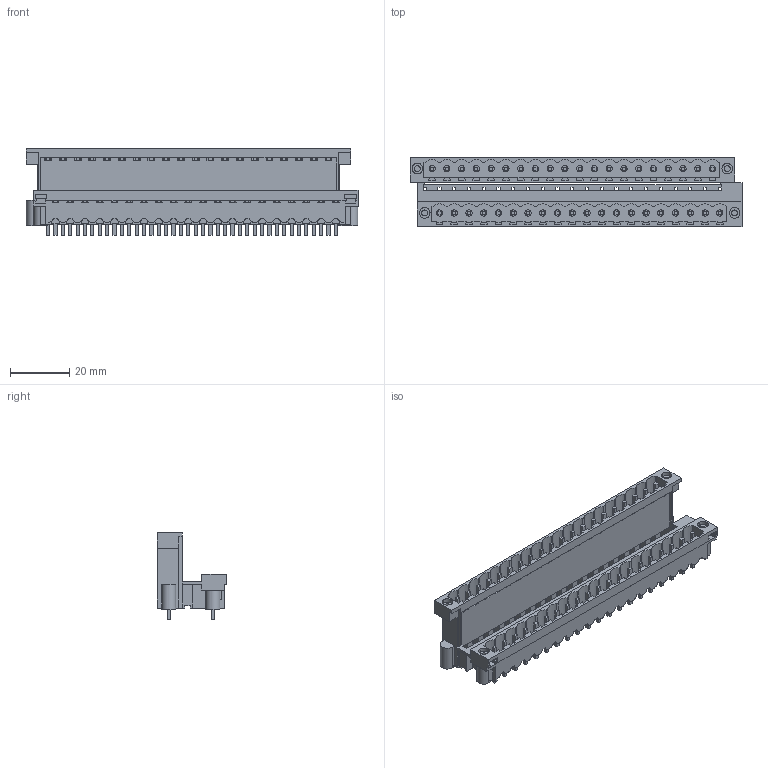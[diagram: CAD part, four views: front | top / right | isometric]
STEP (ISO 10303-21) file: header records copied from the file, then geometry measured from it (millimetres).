
FILE_DESCRIPTION(('CATIA V5 STEP Exchange','CAx-IF Rec.Pracs.--- Model Styling and Organization---1.2---2011-12-15'),'2;1');
FILE_NAME ('D1458338_0_1881490000_1881490000.stp','2018-03-30T11:56:12+00:00',('none'),('Weidmueller'),'CATIA Version 5-6 Release 2014','CATIA V5 STEP AP214','none');
FILE_SCHEMA(('AUTOMOTIVE_DESIGN { 1 0 10303 214 1 1 1 1 }'));
Length unit declared in the file: millimetre
Products named in the file (1): 1881490000
Bounding box: 112.5 x 23.43 x 29.36 mm (x, y, z)
Volume: 18020.4 mm3; surface area: 28694.4 mm2
Topology: 45 solids, 45 shells, 1585 faces, 4889 edges, 3339 vertices
Faces by surface type: plane 1410, cylinder 175
Entity records: 53573 total; most frequent: CARTESIAN_POINT 9836, ORIENTED_EDGE 9778, DIRECTION 7138, EDGE_CURVE 4889, VECTOR 4421, LINE 4421, VERTEX_POINT 3339, EDGE_LOOP 1750
